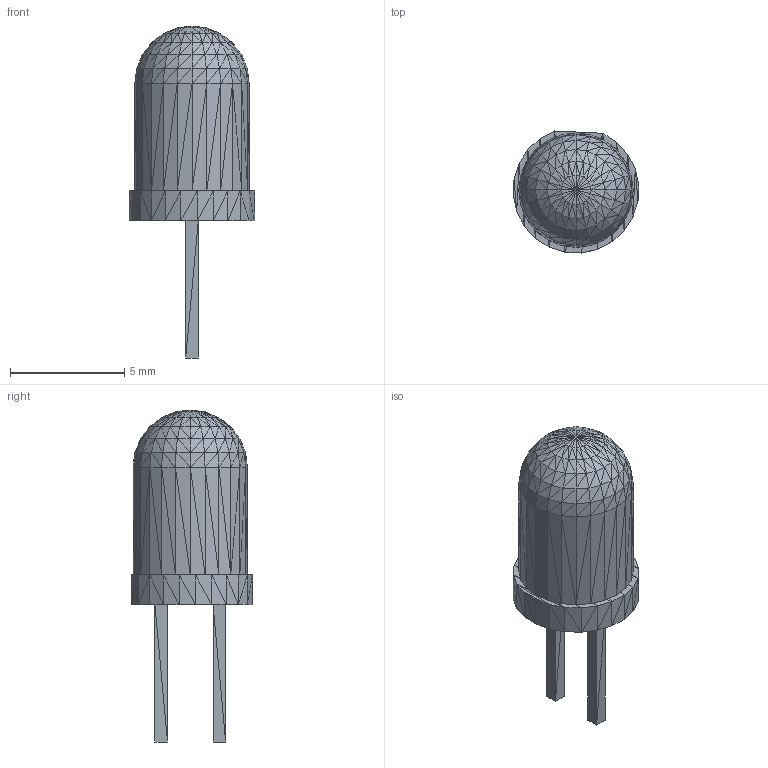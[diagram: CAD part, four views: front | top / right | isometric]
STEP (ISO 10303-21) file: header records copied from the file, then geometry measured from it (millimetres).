
FILE_DESCRIPTION((''),'2;1');
FILE_NAME('LED-5mm-Yellow-diffus', '2025-12-25T18:59:58', (''), (''), 'ImageToStl.com STEP Converter','', '');
FILE_SCHEMA(('AUTOMOTIVE_DESIGN_CC2'));
Length unit declared in the file: metre
Products named in the file (1): product0
Bounding box: 5.48 x 5.33 x 14.5 mm (x, y, z)
Surface area: 267 mm2 (no closed solid volume)
Topology: 0 solids, 486 shells, 486 faces, 1458 edges, 232 vertices
Faces by surface type: plane 486
Entity records: 11184 total; most frequent: DIRECTION 2432, ORIENTED_EDGE 1458, EDGE_CURVE 1458, LINE 1458, VECTOR 1458, AXIS2_PLACEMENT_3D 487, FACE_SURFACE 486, PLANE 486
